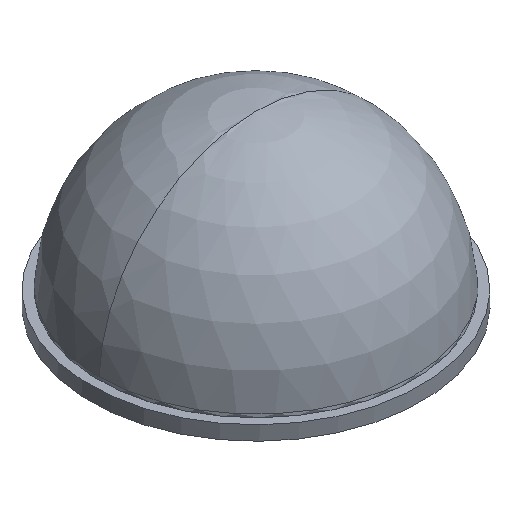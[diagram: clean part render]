
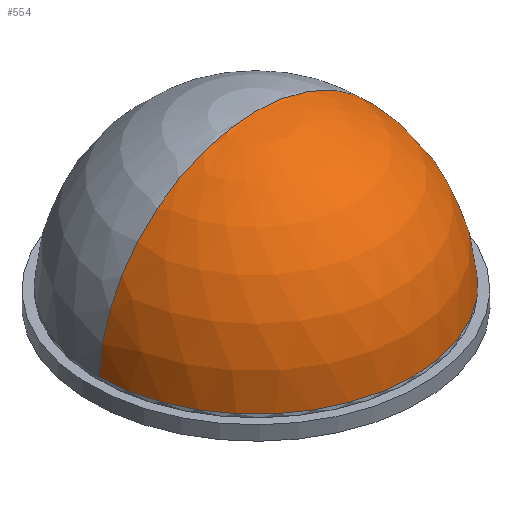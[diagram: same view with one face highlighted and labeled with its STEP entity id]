
A CAD part, isometric view. The second image highlights one B-rep face of the part: STEP entity #554.
In plain terms, the highlighted spherical face has radius 9.34 mm.
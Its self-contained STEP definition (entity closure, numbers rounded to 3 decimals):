
#12=CARTESIAN_POINT('',(0.,0.,0.1));
#13=DIRECTION('',(0.,1.,0.));
#14=DIRECTION('',(0.,0.,1.));
#15=AXIS2_PLACEMENT_3D('',#12,#13,#14);
#17=CARTESIAN_POINT('',(0.,0.,0.1));
#18=DIRECTION('',(0.,-1.,0.));
#19=DIRECTION('',(0.,0.,1.));
#20=AXIS2_PLACEMENT_3D('',#17,#18,#19);
#58=CARTESIAN_POINT('',(0.,0.,0.426));
#59=DIRECTION('',(0.,0.,-1.));
#60=DIRECTION('',(1.,0.,0.));
#61=AXIS2_PLACEMENT_3D('',#58,#59,#60);
#489=CARTESIAN_POINT('',(0.,0.,9.44));
#490=CARTESIAN_POINT('',(9.334,0.,0.426));
#491=VERTEX_POINT('',#489);
#492=VERTEX_POINT('',#490);
#497=CARTESIAN_POINT('',(-9.334,0.,0.426));
#498=VERTEX_POINT('',#497);
#541=CARTESIAN_POINT('',(0.,0.,0.1));
#542=DIRECTION('',(0.,0.,-1.));
#543=DIRECTION('',(1.,0.,0.));
#544=AXIS2_PLACEMENT_3D('',#541,#542,#543);
#545=SPHERICAL_SURFACE('',#544,9.34);
#547=ORIENTED_EDGE('',*,*,#546,.T.);
#549=ORIENTED_EDGE('',*,*,#548,.T.);
#551=ORIENTED_EDGE('',*,*,#550,.F.);
#552=EDGE_LOOP('',(#547,#549,#551));
#553=FACE_OUTER_BOUND('',#552,.F.);
#554=ADVANCED_FACE('',(#553),#545,.T.);
#16=CIRCLE('',#15,9.34);
#21=CIRCLE('',#20,9.34);
#62=CIRCLE('',#61,9.334);
#546=EDGE_CURVE('',#491,#492,#16,.T.);
#548=EDGE_CURVE('',#492,#498,#62,.T.);
#550=EDGE_CURVE('',#491,#498,#21,.T.);
